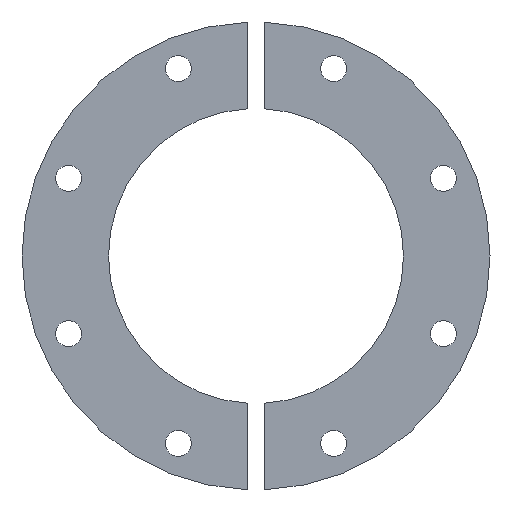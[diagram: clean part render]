
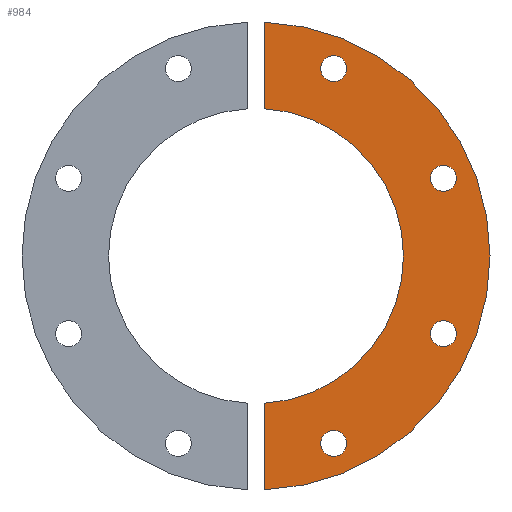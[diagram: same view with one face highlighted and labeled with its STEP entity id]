
A CAD part, front view. The second image highlights one B-rep face of the part: STEP entity #984.
In plain terms, the highlighted planar face has unit normal (0, -1, 0).
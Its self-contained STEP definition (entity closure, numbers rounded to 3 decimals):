
#25 = AXIS2_PLACEMENT_3D ( 'NONE', #729, #224, #746 ) ;
#37 = DIRECTION ( 'NONE',  ( 0., 1., 0. ) ) ;
#39 = VERTEX_POINT ( 'NONE', #1027 ) ;
#40 = CARTESIAN_POINT ( 'NONE',  ( 1.75, -9.2, -47.568 ) ) ;
#41 = DIRECTION ( 'NONE',  ( 0., -1., 0. ) ) ;
#54 = AXIS2_PLACEMENT_3D ( 'NONE', #1098, #1022, #78 ) ;
#68 = EDGE_LOOP ( 'NONE', ( #821 ) ) ;
#78 = DIRECTION ( 'NONE',  ( 0., 0., 1. ) ) ;
#97 = DIRECTION ( 'NONE',  ( 0., 0., -1. ) ) ;
#102 = FACE_BOUND ( 'NONE', #281, .T. ) ;
#103 = AXIS2_PLACEMENT_3D ( 'NONE', #701, #37, #985 ) ;
#135 = ORIENTED_EDGE ( 'NONE', *, *, #478, .F. ) ;
#136 = ORIENTED_EDGE ( 'NONE', *, *, #837, .F. ) ;
#141 = VERTEX_POINT ( 'NONE', #937 ) ;
#158 = DIRECTION ( 'NONE',  ( 0., -1., 0. ) ) ;
#188 = DIRECTION ( 'NONE',  ( 0., 0., 1. ) ) ;
#195 = EDGE_LOOP ( 'NONE', ( #136 ) ) ;
#199 = FACE_BOUND ( 'NONE', #68, .T. ) ;
#203 = VERTEX_POINT ( 'NONE', #1057 ) ;
#224 = DIRECTION ( 'NONE',  ( 0., -1., 0. ) ) ;
#238 = CARTESIAN_POINT ( 'NONE',  ( 0., -9.2, 0. ) ) ;
#267 = VECTOR ( 'NONE', #1084, 1000. ) ;
#281 = EDGE_LOOP ( 'NONE', ( #135 ) ) ;
#301 = ORIENTED_EDGE ( 'NONE', *, *, #444, .F. ) ;
#315 = FACE_OUTER_BOUND ( 'NONE', #598, .T. ) ;
#318 = AXIS2_PLACEMENT_3D ( 'NONE', #238, #158, #755 ) ;
#377 = VERTEX_POINT ( 'NONE', #553 ) ;
#394 = ORIENTED_EDGE ( 'NONE', *, *, #921, .F. ) ;
#410 = VERTEX_POINT ( 'NONE', #40 ) ;
#418 = EDGE_CURVE ( 'NONE', #39, #39, #641, .T. ) ;
#421 = CIRCLE ( 'NONE', #318, 30. ) ;
#429 = ORIENTED_EDGE ( 'NONE', *, *, #717, .F. ) ;
#444 = EDGE_CURVE ( 'NONE', #497, #377, #475, .T. ) ;
#475 = LINE ( 'NONE', #869, #1048 ) ;
#478 = EDGE_CURVE ( 'NONE', #1012, #1012, #835, .T. ) ;
#497 = VERTEX_POINT ( 'NONE', #1043 ) ;
#515 = DIRECTION ( 'NONE',  ( 0., -1., 0. ) ) ;
#519 = AXIS2_PLACEMENT_3D ( 'NONE', #549, #41, #723 ) ;
#539 = EDGE_CURVE ( 'NONE', #141, #141, #1071, .T. ) ;
#549 = CARTESIAN_POINT ( 'NONE',  ( 38.133, -9.2, 15.795 ) ) ;
#553 = CARTESIAN_POINT ( 'NONE',  ( 1.75, -9.2, 47.568 ) ) ;
#567 = CIRCLE ( 'NONE', #25, 2.65 ) ;
#578 = AXIS2_PLACEMENT_3D ( 'NONE', #880, #955, #97 ) ;
#591 = CIRCLE ( 'NONE', #103, 47.6 ) ;
#598 = EDGE_LOOP ( 'NONE', ( #301, #429, #394, #902 ) ) ;
#599 = EDGE_CURVE ( 'NONE', #377, #410, #591, .T. ) ;
#641 = CIRCLE ( 'NONE', #519, 2.65 ) ;
#701 = CARTESIAN_POINT ( 'NONE',  ( 0., -9.2, 0. ) ) ;
#717 = EDGE_CURVE ( 'NONE', #949, #497, #421, .T. ) ;
#723 = DIRECTION ( 'NONE',  ( 0., 0., -1. ) ) ;
#729 = CARTESIAN_POINT ( 'NONE',  ( 15.795, -9.2, -38.133 ) ) ;
#737 = ORIENTED_EDGE ( 'NONE', *, *, #539, .F. ) ;
#746 = DIRECTION ( 'NONE',  ( 0., 0., -1. ) ) ;
#755 = DIRECTION ( 'NONE',  ( 0., 0., -1. ) ) ;
#780 = CARTESIAN_POINT ( 'NONE',  ( 38.133, -9.2, -18.445 ) ) ;
#789 = EDGE_LOOP ( 'NONE', ( #737 ) ) ;
#821 = ORIENTED_EDGE ( 'NONE', *, *, #418, .F. ) ;
#835 = CIRCLE ( 'NONE', #578, 2.65 ) ;
#837 = EDGE_CURVE ( 'NONE', #203, #203, #567, .T. ) ;
#864 = CARTESIAN_POINT ( 'NONE',  ( 15.795, -9.2, 38.133 ) ) ;
#869 = CARTESIAN_POINT ( 'NONE',  ( 1.75, -9.2, -47.568 ) ) ;
#880 = CARTESIAN_POINT ( 'NONE',  ( 38.133, -9.2, -15.795 ) ) ;
#891 = FACE_BOUND ( 'NONE', #789, .T. ) ;
#902 = ORIENTED_EDGE ( 'NONE', *, *, #599, .F. ) ;
#921 = EDGE_CURVE ( 'NONE', #410, #949, #993, .T. ) ;
#937 = CARTESIAN_POINT ( 'NONE',  ( 15.795, -9.2, 35.483 ) ) ;
#949 = VERTEX_POINT ( 'NONE', #1080 ) ;
#955 = DIRECTION ( 'NONE',  ( 0., -1., 0. ) ) ;
#984 = ADVANCED_FACE ( 'NONE', ( #891, #199, #102, #1079, #315 ), #1111, .F. ) ;
#985 = DIRECTION ( 'NONE',  ( 0., 0., 1. ) ) ;
#993 = LINE ( 'NONE', #998, #267 ) ;
#998 = CARTESIAN_POINT ( 'NONE',  ( 1.75, -9.2, -47.568 ) ) ;
#1012 = VERTEX_POINT ( 'NONE', #780 ) ;
#1022 = DIRECTION ( 'NONE',  ( 0., 1., 0. ) ) ;
#1027 = CARTESIAN_POINT ( 'NONE',  ( 38.133, -9.2, 13.145 ) ) ;
#1041 = DIRECTION ( 'NONE',  ( 0., 0., -1. ) ) ;
#1043 = CARTESIAN_POINT ( 'NONE',  ( 1.75, -9.2, 29.949 ) ) ;
#1048 = VECTOR ( 'NONE', #188, 1000. ) ;
#1057 = CARTESIAN_POINT ( 'NONE',  ( 15.795, -9.2, -40.783 ) ) ;
#1071 = CIRCLE ( 'NONE', #1105, 2.65 ) ;
#1079 = FACE_BOUND ( 'NONE', #195, .T. ) ;
#1080 = CARTESIAN_POINT ( 'NONE',  ( 1.75, -9.2, -29.949 ) ) ;
#1084 = DIRECTION ( 'NONE',  ( 0., 0., 1. ) ) ;
#1098 = CARTESIAN_POINT ( 'NONE',  ( 0., -9.2, 0. ) ) ;
#1105 = AXIS2_PLACEMENT_3D ( 'NONE', #864, #515, #1041 ) ;
#1111 = PLANE ( 'NONE',  #54 ) ;
